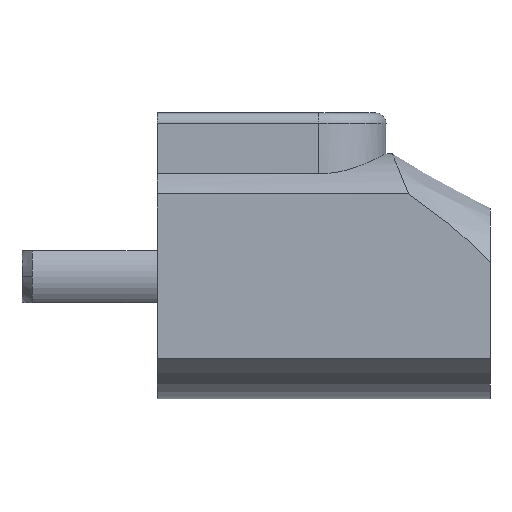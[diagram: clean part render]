
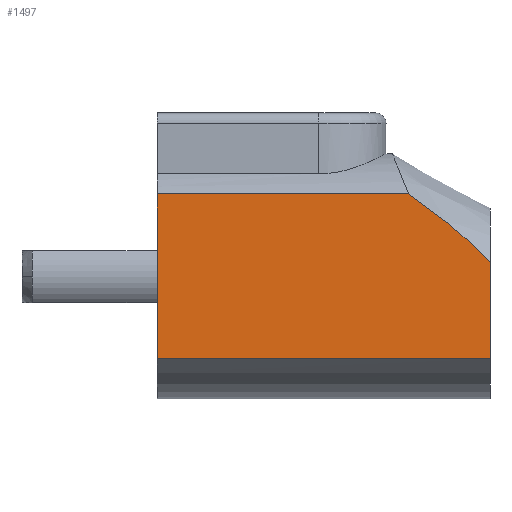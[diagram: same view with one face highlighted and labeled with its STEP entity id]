
A CAD part, front view. The second image highlights one B-rep face of the part: STEP entity #1497.
In plain terms, the highlighted planar face has unit normal (0, -1, 0).
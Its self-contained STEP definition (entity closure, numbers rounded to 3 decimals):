
#603=DIRECTION('',(-1.,0.,0.));
#604=VECTOR('',#603,24.17);
#605=CARTESIAN_POINT('',(10.17,-8.75,11.067));
#606=LINE('',#605,#604);
#649=DIRECTION('',(1.,0.,0.));
#650=VECTOR('',#649,31.986);
#651=CARTESIAN_POINT('',(-14.,-8.75,-4.767));
#652=LINE('',#651,#650);
#653=CARTESIAN_POINT('',(17.986,-8.75,-4.767));
#676=DIRECTION('',(0.,0.,-1.));
#677=VECTOR('',#676,9.201);
#678=CARTESIAN_POINT('',(18.,-8.75,4.451));
#679=LINE('',#678,#677);
#680=DIRECTION('',(0.,0.,1.));
#681=VECTOR('',#680,15.834);
#682=CARTESIAN_POINT('',(-14.,-8.75,-4.767));
#683=LINE('',#682,#681);
#684=CARTESIAN_POINT('',(18.,-8.75,4.451));
#685=CARTESIAN_POINT('',(17.839,-8.75,4.643));
#686=CARTESIAN_POINT('',(17.487,-8.75,5.043));
#687=CARTESIAN_POINT('',(16.875,-8.75,5.68));
#688=CARTESIAN_POINT('',(16.159,-8.75,6.369));
#689=CARTESIAN_POINT('',(15.319,-8.75,7.122));
#690=CARTESIAN_POINT('',(14.326,-8.75,7.956));
#691=CARTESIAN_POINT('',(13.147,-8.75,8.892));
#692=CARTESIAN_POINT('',(11.774,-8.75,9.924));
#693=CARTESIAN_POINT('',(10.727,-8.75,10.676));
#694=CARTESIAN_POINT('',(10.17,-8.75,11.067));
#721=CARTESIAN_POINT('',(17.986,-8.75,-4.767));
#722=CARTESIAN_POINT('',(17.988,-8.75,-4.765));
#723=CARTESIAN_POINT('',(17.991,-8.75,-4.761));
#724=CARTESIAN_POINT('',(17.995,-8.75,-4.756));
#725=CARTESIAN_POINT('',(17.998,-8.75,-4.752));
#726=CARTESIAN_POINT('',(18.,-8.75,-4.751));
#806=CARTESIAN_POINT('',(18.,-8.75,-4.751));
#808=VERTEX_POINT('',#806);
#809=CARTESIAN_POINT('',(18.,-8.75,4.451));
#810=VERTEX_POINT('',#809);
#817=VERTEX_POINT('',#653);
#819=VERTEX_POINT('',#694);
#849=CARTESIAN_POINT('',(-14.,-8.75,-4.767));
#851=VERTEX_POINT('',#849);
#864=CARTESIAN_POINT('',(-14.,-8.75,11.067));
#865=VERTEX_POINT('',#864);
#1481=CARTESIAN_POINT('',(-12.,-8.75,-4.767));
#1482=DIRECTION('',(0.,-1.,0.));
#1483=DIRECTION('',(0.,0.,-1.));
#1484=AXIS2_PLACEMENT_3D('',#1481,#1482,#1483);
#1485=PLANE('',#1484);
#1486=ORIENTED_EDGE('',*,*,#1356,.F.);
#1488=ORIENTED_EDGE('',*,*,#1487,.F.);
#1490=ORIENTED_EDGE('',*,*,#1489,.T.);
#1492=ORIENTED_EDGE('',*,*,#1491,.F.);
#1493=ORIENTED_EDGE('',*,*,#1461,.F.);
#1494=ORIENTED_EDGE('',*,*,#1213,.T.);
#1495=EDGE_LOOP('',(#1486,#1488,#1490,#1492,#1493,#1494));
#1496=FACE_OUTER_BOUND('',#1495,.F.);
#695=B_SPLINE_CURVE_WITH_KNOTS('',3,(#684,#685,#686,#687,#688,#689,#690,#691,
#692,#693,#694),.UNSPECIFIED.,.F.,.F.,(4,1,1,1,1,1,1,1,4),(0.,0.125,0.25,
0.375,0.5,0.625,0.75,0.875,1.),.UNSPECIFIED.);
#727=B_SPLINE_CURVE_WITH_KNOTS('',3,(#721,#722,#723,#724,#725,#726),
.UNSPECIFIED.,.F.,.F.,(4,1,1,4),(0.,0.333,0.667,1.),
.UNSPECIFIED.);
#1213=EDGE_CURVE('',#851,#865,#683,.T.);
#1356=EDGE_CURVE('',#819,#865,#606,.T.);
#1461=EDGE_CURVE('',#851,#817,#652,.T.);
#1487=EDGE_CURVE('',#810,#819,#695,.T.);
#1489=EDGE_CURVE('',#810,#808,#679,.T.);
#1491=EDGE_CURVE('',#817,#808,#727,.T.);
#1497=ADVANCED_FACE('',(#1496),#1485,.T.);
